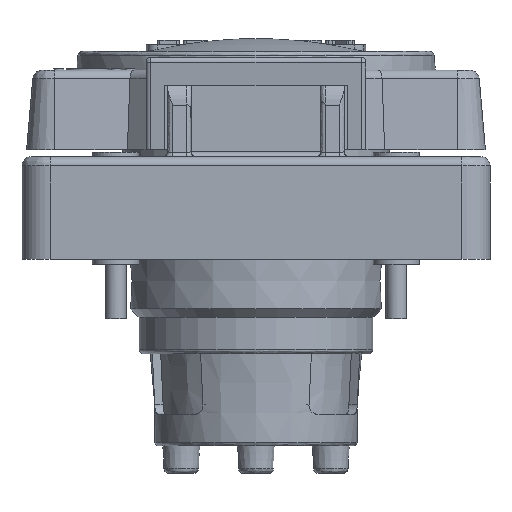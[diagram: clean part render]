
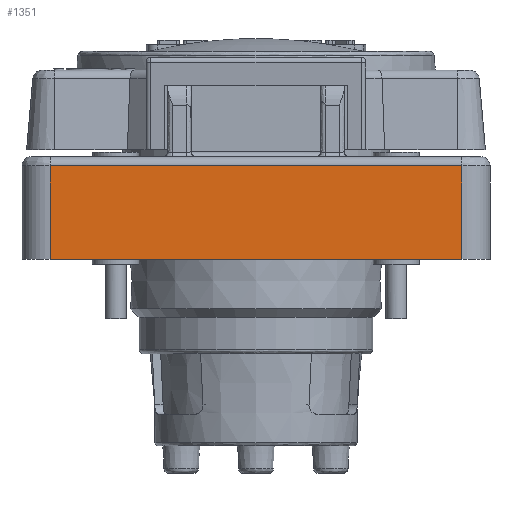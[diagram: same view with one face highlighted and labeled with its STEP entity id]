
A CAD part, front view. The second image highlights one B-rep face of the part: STEP entity #1351.
In plain terms, the highlighted planar face has unit normal (0, -1, 0).
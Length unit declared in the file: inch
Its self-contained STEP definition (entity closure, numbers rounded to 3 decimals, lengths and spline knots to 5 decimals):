
#264 = PLANE ( 'NONE',  #20550 ) ;
#1217 = CARTESIAN_POINT ( 'NONE',  ( 1.3755, -2.3125, -0.78517 ) ) ;
#1351 = ADVANCED_FACE ( 'NONE', ( #19217 ), #264, .T. ) ;
#1798 = ORIENTED_EDGE ( 'NONE', *, *, #23708, .T. ) ;
#2897 = VECTOR ( 'NONE', #19471, 39.37008 ) ;
#4129 = LINE ( 'NONE', #23256, #11289 ) ;
#4914 = ORIENTED_EDGE ( 'NONE', *, *, #24344, .T. ) ;
#5197 = VECTOR ( 'NONE', #16223, 39.37008 ) ;
#5347 = DIRECTION ( 'NONE',  ( 0., -1., 0. ) ) ;
#6118 = CARTESIAN_POINT ( 'NONE',  ( 1.3755, -2.3125, -0.78517 ) ) ;
#7757 = LINE ( 'NONE', #22193, #5197 ) ;
#8028 = CARTESIAN_POINT ( 'NONE',  ( -1.3755, -2.3125, -0.16017 ) ) ;
#9067 = LINE ( 'NONE', #13485, #2897 ) ;
#10946 = ORIENTED_EDGE ( 'NONE', *, *, #19448, .F. ) ;
#11289 = VECTOR ( 'NONE', #12580, 39.37008 ) ;
#12119 = VECTOR ( 'NONE', #23010, 39.37008 ) ;
#12355 = CARTESIAN_POINT ( 'NONE',  ( 1.3755, -2.3125, -0.16017 ) ) ;
#12580 = DIRECTION ( 'NONE',  ( 0., 0., -1. ) ) ;
#13485 = CARTESIAN_POINT ( 'NONE',  ( 1.3755, -2.3125, -0.78517 ) ) ;
#13718 = EDGE_LOOP ( 'NONE', ( #1798, #4914, #10946, #27263 ) ) ;
#15214 = CARTESIAN_POINT ( 'NONE',  ( -1.3755, -2.3125, -0.78517 ) ) ;
#16223 = DIRECTION ( 'NONE',  ( 1., 0., 0. ) ) ;
#16734 = EDGE_CURVE ( 'NONE', #26314, #23459, #7757, .T. ) ;
#17961 = DIRECTION ( 'NONE',  ( 1., 0., 0. ) ) ;
#19217 = FACE_OUTER_BOUND ( 'NONE', #13718, .T. ) ;
#19448 = EDGE_CURVE ( 'NONE', #23459, #20018, #25216, .T. ) ;
#19471 = DIRECTION ( 'NONE',  ( 1., 0., 0. ) ) ;
#20018 = VERTEX_POINT ( 'NONE', #22704 ) ;
#20550 = AXIS2_PLACEMENT_3D ( 'NONE', #1217, #5347, #17961 ) ;
#22193 = CARTESIAN_POINT ( 'NONE',  ( 0., -2.3125, -0.16017 ) ) ;
#22704 = CARTESIAN_POINT ( 'NONE',  ( 1.3755, -2.3125, -0.78517 ) ) ;
#23010 = DIRECTION ( 'NONE',  ( 0., 0., -1. ) ) ;
#23256 = CARTESIAN_POINT ( 'NONE',  ( -1.3755, -2.3125, -0.78517 ) ) ;
#23459 = VERTEX_POINT ( 'NONE', #12355 ) ;
#23708 = EDGE_CURVE ( 'NONE', #26314, #26031, #4129, .T. ) ;
#24344 = EDGE_CURVE ( 'NONE', #26031, #20018, #9067, .T. ) ;
#25216 = LINE ( 'NONE', #6118, #12119 ) ;
#26031 = VERTEX_POINT ( 'NONE', #15214 ) ;
#26314 = VERTEX_POINT ( 'NONE', #8028 ) ;
#27263 = ORIENTED_EDGE ( 'NONE', *, *, #16734, .F. ) ;
